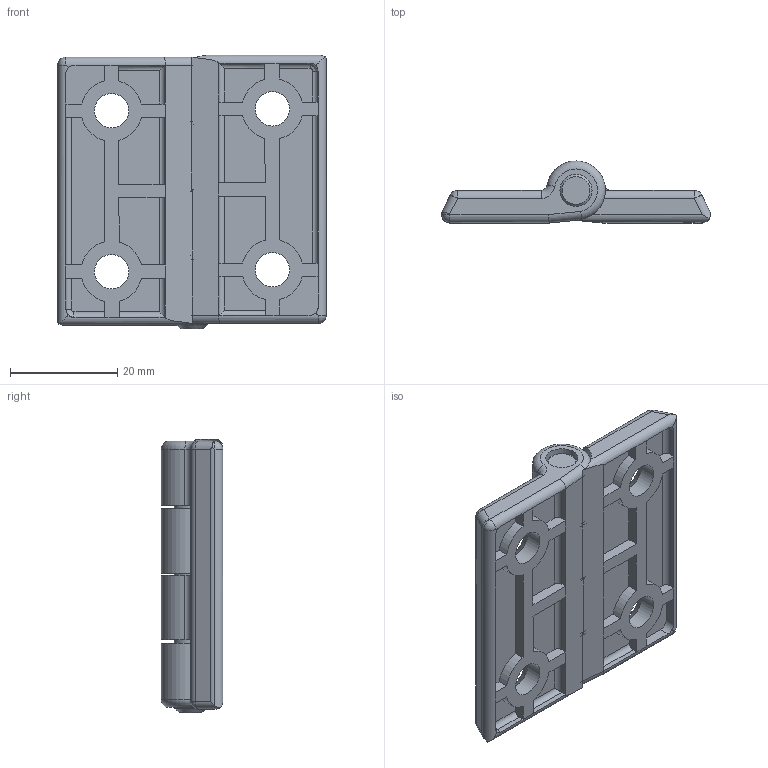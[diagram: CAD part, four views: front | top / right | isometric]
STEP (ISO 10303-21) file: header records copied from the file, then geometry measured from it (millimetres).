
FILE_DESCRIPTION((''),'2;1');
FILE_NAME('Assembled Hinge 15750Q 50 x 50 .iam.stp','2016-02-04T11:29:50',(''),(''),'Autodesk Inventor 2013','Autodesk Inventor 2013','');
FILE_SCHEMA(('AUTOMOTIVE_DESIGN { 1 0 10303 214 1 1 1 1 }'));
Length unit declared in the file: millimetre
Products named in the file (3): Assembled Hinge 15750Q 50 x 50 ; 50 x 50 leaf 1; Pin 50mm
Assembly tree (3 placements, depth 2):
  Assembled Hinge 15750Q 50 x 50 
    50 x 50 leaf 1  x2
    Pin 50mm
Bounding box: 50 x 11.5 x 50.99 mm (x, y, z)
Volume: 13316 mm3; surface area: 10417.8 mm2
Topology: 3 solids, 3 shells, 446 faces, 1253 edges, 813 vertices
Faces by surface type: plane 347, cylinder 81, cone 6, sphere 6, torus 4, bspline 2
Full cylindrical faces by diameter (mm): 6 x4, 6.2 x1, 6.4 x4
Entity records: 11473 total; most frequent: CARTESIAN_POINT 2470, ORIENTED_EDGE 2004, DIRECTION 1792, EDGE_CURVE 1002, VERTEX_POINT 662, AXIS2_PLACEMENT_3D 611, VECTOR 570, LINE 570
